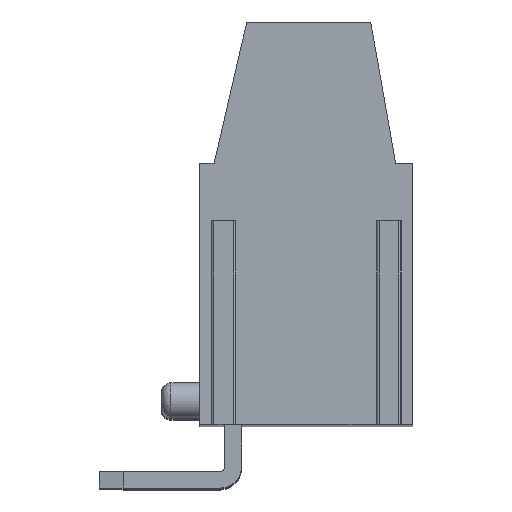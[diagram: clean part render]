
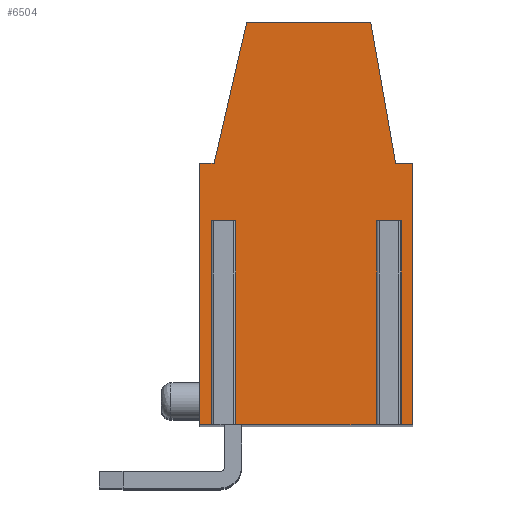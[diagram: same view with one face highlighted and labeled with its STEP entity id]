
A CAD part, top view. The second image highlights one B-rep face of the part: STEP entity #6504.
In plain terms, the highlighted planar face has unit normal (0, 0, 1).
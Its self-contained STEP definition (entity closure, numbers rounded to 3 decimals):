
#13=DIRECTION('',(-1.,0.,0.));
#14=VECTOR('',#13,0.814);
#15=CARTESIAN_POINT('',(6.453,1.45,47.5));
#16=LINE('',#15,#14);
#17=DIRECTION('',(0.,-1.,0.));
#18=VECTOR('',#17,8.5);
#19=CARTESIAN_POINT('',(5.639,1.45,47.5));
#20=LINE('',#19,#18);
#21=DIRECTION('',(-1.,0.,0.));
#22=VECTOR('',#21,6.078);
#23=CARTESIAN_POINT('',(5.639,-7.05,47.5));
#24=LINE('',#23,#22);
#25=DIRECTION('',(0.,-1.,0.));
#26=VECTOR('',#25,8.5);
#27=CARTESIAN_POINT('',(-0.439,1.45,47.5));
#28=LINE('',#27,#26);
#29=DIRECTION('',(-1.,0.,0.));
#30=VECTOR('',#29,0.814);
#31=CARTESIAN_POINT('',(-0.439,1.45,47.5));
#32=LINE('',#31,#30);
#33=DIRECTION('',(0.,-1.,0.));
#34=VECTOR('',#33,8.5);
#35=CARTESIAN_POINT('',(-1.253,1.45,47.5));
#36=LINE('',#35,#34);
#37=DIRECTION('',(-1.,0.,0.));
#38=VECTOR('',#37,0.597);
#39=CARTESIAN_POINT('',(-1.253,-7.05,47.5));
#40=LINE('',#39,#38);
#41=DIRECTION('',(0.,1.,0.));
#42=VECTOR('',#41,10.9);
#43=CARTESIAN_POINT('',(-1.85,-7.05,47.5));
#44=LINE('',#43,#42);
#45=DIRECTION('',(1.,0.,0.));
#46=VECTOR('',#45,0.6);
#47=CARTESIAN_POINT('',(-1.85,3.85,47.5));
#48=LINE('',#47,#46);
#49=DIRECTION('',(0.225,0.974,0.));
#50=VECTOR('',#49,6.055);
#51=CARTESIAN_POINT('',(-1.25,3.85,47.5));
#52=LINE('',#51,#50);
#53=DIRECTION('',(1.,0.,0.));
#54=VECTOR('',#53,5.178);
#55=CARTESIAN_POINT('',(0.112,9.75,47.5));
#56=LINE('',#55,#54);
#57=DIRECTION('',(0.174,-0.985,0.));
#58=VECTOR('',#57,5.991);
#59=CARTESIAN_POINT('',(5.29,9.75,47.5));
#60=LINE('',#59,#58);
#61=DIRECTION('',(1.,0.,0.));
#62=VECTOR('',#61,0.72);
#63=CARTESIAN_POINT('',(6.33,3.85,47.5));
#64=LINE('',#63,#62);
#65=DIRECTION('',(0.,-1.,0.));
#66=VECTOR('',#65,10.9);
#67=CARTESIAN_POINT('',(7.05,3.85,47.5));
#68=LINE('',#67,#66);
#69=DIRECTION('',(-1.,0.,0.));
#70=VECTOR('',#69,0.597);
#71=CARTESIAN_POINT('',(7.05,-7.05,47.5));
#72=LINE('',#71,#70);
#73=DIRECTION('',(0.,-1.,0.));
#74=VECTOR('',#73,8.5);
#75=CARTESIAN_POINT('',(6.453,1.45,47.5));
#76=LINE('',#75,#74);
#5073=CARTESIAN_POINT('',(7.05,3.85,47.5));
#5074=CARTESIAN_POINT('',(7.05,-7.05,47.5));
#5075=VERTEX_POINT('',#5073);
#5076=VERTEX_POINT('',#5074);
#5077=CARTESIAN_POINT('',(6.33,3.85,47.5));
#5078=VERTEX_POINT('',#5077);
#5079=CARTESIAN_POINT('',(5.29,9.75,47.5));
#5080=VERTEX_POINT('',#5079);
#5081=CARTESIAN_POINT('',(0.112,9.75,47.5));
#5082=VERTEX_POINT('',#5081);
#5083=CARTESIAN_POINT('',(-1.25,3.85,47.5));
#5084=VERTEX_POINT('',#5083);
#5085=CARTESIAN_POINT('',(-1.85,3.85,47.5));
#5086=VERTEX_POINT('',#5085);
#5087=CARTESIAN_POINT('',(-1.85,-7.05,47.5));
#5088=VERTEX_POINT('',#5087);
#5217=CARTESIAN_POINT('',(6.453,1.45,47.5));
#5218=CARTESIAN_POINT('',(5.639,1.45,47.5));
#5219=VERTEX_POINT('',#5217);
#5220=VERTEX_POINT('',#5218);
#5221=CARTESIAN_POINT('',(-0.439,1.45,47.5));
#5222=CARTESIAN_POINT('',(-1.253,1.45,47.5));
#5223=VERTEX_POINT('',#5221);
#5224=VERTEX_POINT('',#5222);
#5225=CARTESIAN_POINT('',(-1.253,-7.05,47.5));
#5226=VERTEX_POINT('',#5225);
#5227=CARTESIAN_POINT('',(-0.439,-7.05,47.5));
#5228=VERTEX_POINT('',#5227);
#5229=CARTESIAN_POINT('',(5.639,-7.05,47.5));
#5230=VERTEX_POINT('',#5229);
#5231=CARTESIAN_POINT('',(6.453,-7.05,47.5));
#5232=VERTEX_POINT('',#5231);
#6465=CARTESIAN_POINT('',(0.,0.,47.5));
#6466=DIRECTION('',(0.,0.,1.));
#6467=DIRECTION('',(1.,0.,0.));
#6468=AXIS2_PLACEMENT_3D('',#6465,#6466,#6467);
#6469=PLANE('',#6468);
#6471=ORIENTED_EDGE('',*,*,#6470,.T.);
#6473=ORIENTED_EDGE('',*,*,#6472,.T.);
#6475=ORIENTED_EDGE('',*,*,#6474,.T.);
#6477=ORIENTED_EDGE('',*,*,#6476,.F.);
#6479=ORIENTED_EDGE('',*,*,#6478,.T.);
#6481=ORIENTED_EDGE('',*,*,#6480,.T.);
#6483=ORIENTED_EDGE('',*,*,#6482,.T.);
#6485=ORIENTED_EDGE('',*,*,#6484,.T.);
#6487=ORIENTED_EDGE('',*,*,#6486,.T.);
#6489=ORIENTED_EDGE('',*,*,#6488,.T.);
#6491=ORIENTED_EDGE('',*,*,#6490,.T.);
#6493=ORIENTED_EDGE('',*,*,#6492,.T.);
#6495=ORIENTED_EDGE('',*,*,#6494,.T.);
#6497=ORIENTED_EDGE('',*,*,#6496,.T.);
#6499=ORIENTED_EDGE('',*,*,#6498,.T.);
#6501=ORIENTED_EDGE('',*,*,#6500,.F.);
#6502=EDGE_LOOP('',(#6471,#6473,#6475,#6477,#6479,#6481,#6483,#6485,#6487,#6489,
#6491,#6493,#6495,#6497,#6499,#6501));
#6503=FACE_OUTER_BOUND('',#6502,.F.);
#6470=EDGE_CURVE('',#5219,#5220,#16,.T.);
#6472=EDGE_CURVE('',#5220,#5230,#20,.T.);
#6474=EDGE_CURVE('',#5230,#5228,#24,.T.);
#6476=EDGE_CURVE('',#5223,#5228,#28,.T.);
#6478=EDGE_CURVE('',#5223,#5224,#32,.T.);
#6480=EDGE_CURVE('',#5224,#5226,#36,.T.);
#6482=EDGE_CURVE('',#5226,#5088,#40,.T.);
#6484=EDGE_CURVE('',#5088,#5086,#44,.T.);
#6486=EDGE_CURVE('',#5086,#5084,#48,.T.);
#6488=EDGE_CURVE('',#5084,#5082,#52,.T.);
#6490=EDGE_CURVE('',#5082,#5080,#56,.T.);
#6492=EDGE_CURVE('',#5080,#5078,#60,.T.);
#6494=EDGE_CURVE('',#5078,#5075,#64,.T.);
#6496=EDGE_CURVE('',#5075,#5076,#68,.T.);
#6498=EDGE_CURVE('',#5076,#5232,#72,.T.);
#6500=EDGE_CURVE('',#5219,#5232,#76,.T.);
#6504=ADVANCED_FACE('',(#6503),#6469,.T.);
